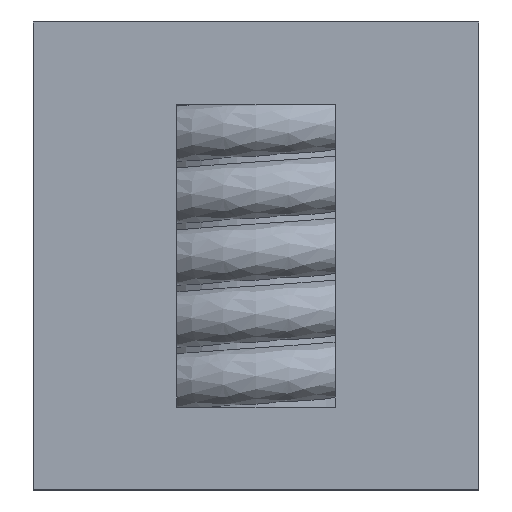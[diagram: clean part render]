
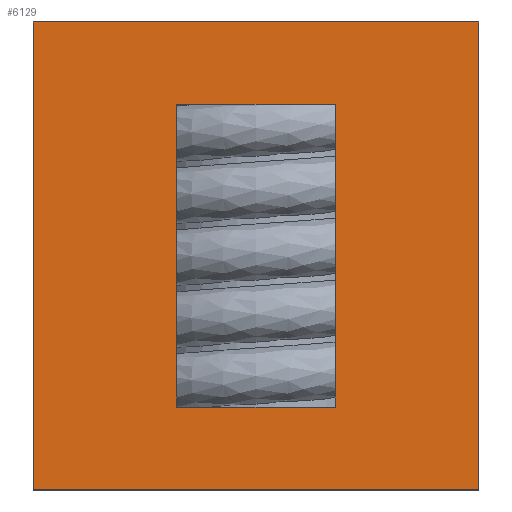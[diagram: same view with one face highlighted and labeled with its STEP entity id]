
A CAD part, top view. The second image highlights one B-rep face of the part: STEP entity #6129.
In plain terms, the highlighted planar face has unit normal (0, 0, 1).
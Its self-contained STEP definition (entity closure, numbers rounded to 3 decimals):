
#1096=ORIENTED_EDGE('',*,*,#1938,.T.);
#1097=ORIENTED_EDGE('',*,*,#1935,.F.);
#1098=ORIENTED_EDGE('',*,*,#1354,.T.);
#1099=ORIENTED_EDGE('',*,*,#1939,.T.);
#1100=ORIENTED_EDGE('',*,*,#1919,.F.);
#1101=ORIENTED_EDGE('',*,*,#1921,.F.);
#1102=ORIENTED_EDGE('',*,*,#1912,.F.);
#1103=ORIENTED_EDGE('',*,*,#1916,.F.);
#1354=EDGE_CURVE('',#1971,#1972,#2384,.T.);
#1912=EDGE_CURVE('',#2345,#2346,#2894,.T.);
#1916=EDGE_CURVE('',#2348,#2345,#2898,.T.);
#1919=EDGE_CURVE('',#2350,#2348,#2901,.T.);
#1921=EDGE_CURVE('',#2346,#2350,#2903,.T.);
#1935=EDGE_CURVE('',#1971,#2359,#2915,.T.);
#1938=EDGE_CURVE('',#2361,#2359,#2918,.T.);
#1939=EDGE_CURVE('',#1972,#2361,#2919,.T.);
#1971=VERTEX_POINT('',#7393);
#1972=VERTEX_POINT('',#7394);
#2345=VERTEX_POINT('',#9094);
#2346=VERTEX_POINT('',#9096);
#2348=VERTEX_POINT('',#9102);
#2350=VERTEX_POINT('',#9108);
#2359=VERTEX_POINT('',#9143);
#2361=VERTEX_POINT('',#9149);
#2384=LINE('',#7392,#2937);
#2894=LINE('',#9095,#3447);
#2898=LINE('',#9103,#3451);
#2901=LINE('',#9109,#3454);
#2903=LINE('',#9112,#3456);
#2915=LINE('',#9142,#3468);
#2918=LINE('',#9148,#3471);
#2919=LINE('',#9150,#3472);
#2937=VECTOR('',#6388,1000.);
#3447=VECTOR('',#7264,1000.);
#3451=VECTOR('',#7270,1000.);
#3454=VECTOR('',#7275,1000.);
#3456=VECTOR('',#7279,1000.);
#3468=VECTOR('',#7311,1000.);
#3471=VECTOR('',#7316,1000.);
#3472=VECTOR('',#7317,1000.);
#3707=EDGE_LOOP('',(#1096,#1097,#1098,#1099));
#3708=EDGE_LOOP('',(#1100,#1101,#1102,#1103));
#3979=FACE_BOUND('',#3707,.T.);
#3980=FACE_BOUND('',#3708,.T.);
#4221=PLANE('',#6350);
#6129=ADVANCED_FACE('',(#3979,#3980),#4221,.F.);
#6350=AXIS2_PLACEMENT_3D('',#9147,#7314,#7315);
#6388=DIRECTION('',(0.,1.,0.));
#7264=DIRECTION('',(-1.,0.,0.));
#7270=DIRECTION('',(0.,1.,0.));
#7275=DIRECTION('',(1.,0.,0.));
#7279=DIRECTION('',(0.,-1.,0.));
#7311=DIRECTION('',(-1.,0.,0.));
#7314=DIRECTION('',(0.,0.,-1.));
#7315=DIRECTION('',(-1.,0.,0.));
#7316=DIRECTION('',(0.,-1.,0.));
#7317=DIRECTION('',(-1.,0.,0.));
#7392=CARTESIAN_POINT('',(5.15,-5.5,5.05));
#7393=CARTESIAN_POINT('',(5.15,-5.4,5.05));
#7394=CARTESIAN_POINT('',(5.15,5.4,5.05));
#9094=CARTESIAN_POINT('',(1.83,3.5,5.05));
#9095=CARTESIAN_POINT('',(1.83,3.5,5.05));
#9096=CARTESIAN_POINT('',(-1.83,3.5,5.05));
#9102=CARTESIAN_POINT('',(1.83,-3.5,5.05));
#9103=CARTESIAN_POINT('',(1.83,-3.5,5.05));
#9108=CARTESIAN_POINT('',(-1.83,-3.5,5.05));
#9109=CARTESIAN_POINT('',(-1.83,-3.5,5.05));
#9112=CARTESIAN_POINT('',(-1.83,3.5,5.05));
#9142=CARTESIAN_POINT('',(5.25,-5.4,5.05));
#9143=CARTESIAN_POINT('',(-5.15,-5.4,5.05));
#9147=CARTESIAN_POINT('',(5.25,-5.5,5.05));
#9148=CARTESIAN_POINT('',(-5.15,-5.5,5.05));
#9149=CARTESIAN_POINT('',(-5.15,5.4,5.05));
#9150=CARTESIAN_POINT('',(5.25,5.4,5.05));
